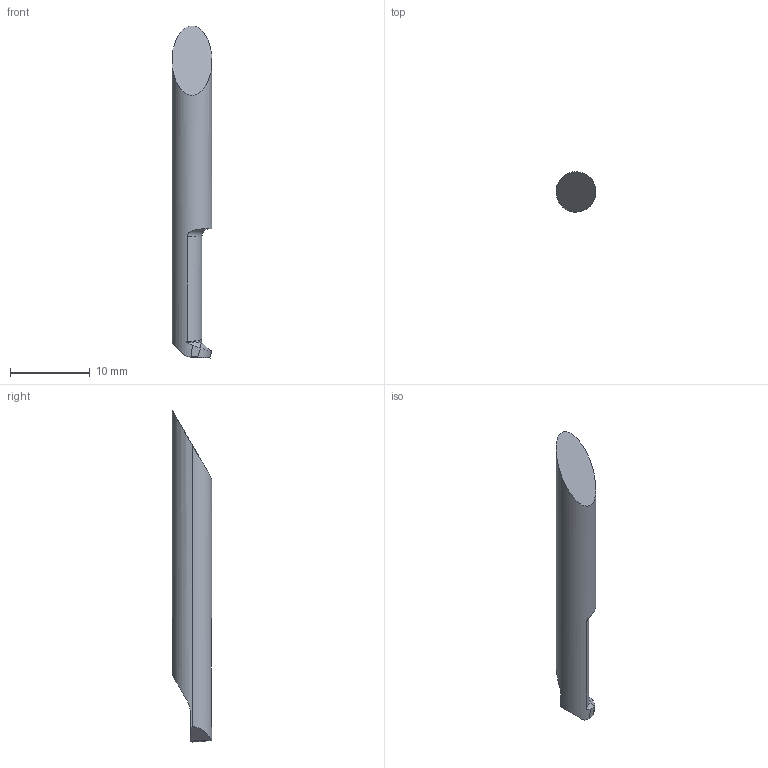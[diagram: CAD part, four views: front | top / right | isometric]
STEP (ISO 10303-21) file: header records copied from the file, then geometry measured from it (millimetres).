
FILE_DESCRIPTION(/* description */ (''),/* implementation_level */ '2;1');
FILE_NAME(/* name */ '1576668018101.stp',/* time_stamp */ '2019-12-18T16:50:30+05:00',/* author */ (''),/* organization */ ('SMS'),/* preprocessor_version */ 'ST-DEVELOPER v16.7',/* originating_system */ 'SIEMENS PLM Software NX 12.0',/* authorisation */ '');
FILE_SCHEMA (('AUTOMOTIVE_DESIGN { 1 0 10303 214 3 1 1 1 }'));
Length unit declared in the file: millimetre
Products named in the file (1): 202204804mod000_00
Bounding box: 5 x 5 x 41.58 mm (x, y, z)
Volume: 596.7 mm3; surface area: 589.9 mm2
Topology: 2 solids, 2 shells, 31 faces, 80 edges, 56 vertices
Faces by surface type: bspline 12, plane 11, cylinder 5, torus 2, cone 1
Entity records: 1301 total; most frequent: CARTESIAN_POINT 618, ORIENTED_EDGE 158, DIRECTION 88, EDGE_CURVE 79, VERTEX_POINT 52, B_SPLINE_CURVE_WITH_KNOTS 40, AXIS2_PLACEMENT_3D 35, ADVANCED_FACE 31
